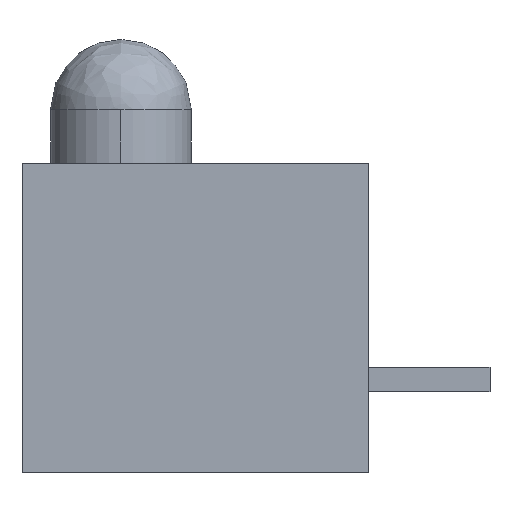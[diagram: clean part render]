
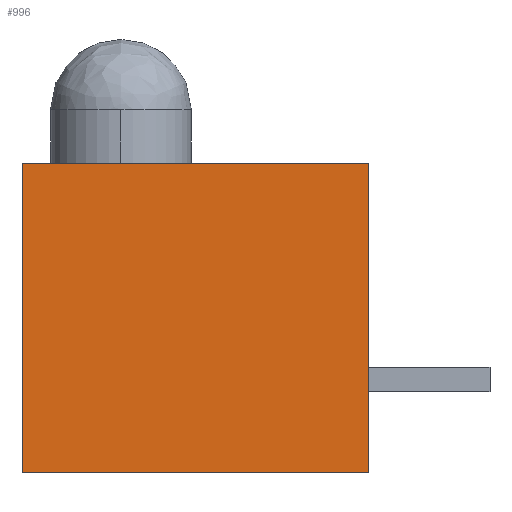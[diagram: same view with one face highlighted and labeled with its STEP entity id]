
A CAD part, left-side view. The second image highlights one B-rep face of the part: STEP entity #996.
In plain terms, the highlighted planar face has unit normal (-1, 0, 0).
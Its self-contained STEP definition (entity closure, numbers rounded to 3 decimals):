
#27 = VERTEX_POINT ( 'NONE', #484 ) ;
#40 = LINE ( 'NONE', #354, #433 ) ;
#71 = ORIENTED_EDGE ( 'NONE', *, *, #737, .T. ) ;
#117 = ORIENTED_EDGE ( 'NONE', *, *, #608, .F. ) ;
#120 = PLANE ( 'NONE',  #127 ) ;
#127 = AXIS2_PLACEMENT_3D ( 'NONE', #377, #135, #601 ) ;
#130 = LINE ( 'NONE', #136, #856 ) ;
#135 = DIRECTION ( 'NONE',  ( -1., 0., 0. ) ) ;
#136 = CARTESIAN_POINT ( 'NONE',  ( 0., -3.555, 0. ) ) ;
#159 = LINE ( 'NONE', #580, #328 ) ;
#161 = DIRECTION ( 'NONE',  ( 0., 0., 1. ) ) ;
#168 = EDGE_CURVE ( 'NONE', #1033, #220, #40, .T. ) ;
#220 = VERTEX_POINT ( 'NONE', #735 ) ;
#319 = LINE ( 'NONE', #757, #762 ) ;
#328 = VECTOR ( 'NONE', #396, 1000. ) ;
#354 = CARTESIAN_POINT ( 'NONE',  ( 0., -3.555, 6.35 ) ) ;
#377 = CARTESIAN_POINT ( 'NONE',  ( 0., -7.11, 0. ) ) ;
#396 = DIRECTION ( 'NONE',  ( 0., 0., 1. ) ) ;
#403 = EDGE_LOOP ( 'NONE', ( #71, #524, #564, #117 ) ) ;
#433 = VECTOR ( 'NONE', #684, 1000. ) ;
#484 = CARTESIAN_POINT ( 'NONE',  ( 0., 0., 0. ) ) ;
#524 = ORIENTED_EDGE ( 'NONE', *, *, #929, .T. ) ;
#564 = ORIENTED_EDGE ( 'NONE', *, *, #168, .F. ) ;
#580 = CARTESIAN_POINT ( 'NONE',  ( 0., 0., 0. ) ) ;
#601 = DIRECTION ( 'NONE',  ( 0., 0., 1. ) ) ;
#608 = EDGE_CURVE ( 'NONE', #27, #1033, #159, .T. ) ;
#632 = DIRECTION ( 'NONE',  ( 0., -1., 0. ) ) ;
#684 = DIRECTION ( 'NONE',  ( 0., -1., 0. ) ) ;
#699 = CARTESIAN_POINT ( 'NONE',  ( 0., 0., 6.35 ) ) ;
#701 = VERTEX_POINT ( 'NONE', #1017 ) ;
#735 = CARTESIAN_POINT ( 'NONE',  ( 0., -7.11, 6.35 ) ) ;
#737 = EDGE_CURVE ( 'NONE', #27, #701, #130, .T. ) ;
#757 = CARTESIAN_POINT ( 'NONE',  ( 0., -7.11, 0. ) ) ;
#762 = VECTOR ( 'NONE', #161, 1000. ) ;
#854 = FACE_OUTER_BOUND ( 'NONE', #403, .T. ) ;
#856 = VECTOR ( 'NONE', #632, 1000. ) ;
#929 = EDGE_CURVE ( 'NONE', #701, #220, #319, .T. ) ;
#996 = ADVANCED_FACE ( 'NONE', ( #854 ), #120, .T. ) ;
#1017 = CARTESIAN_POINT ( 'NONE',  ( 0., -7.11, 0. ) ) ;
#1033 = VERTEX_POINT ( 'NONE', #699 ) ;
